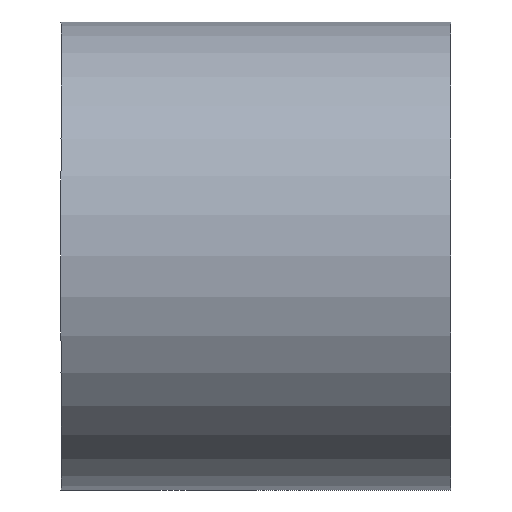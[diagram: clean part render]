
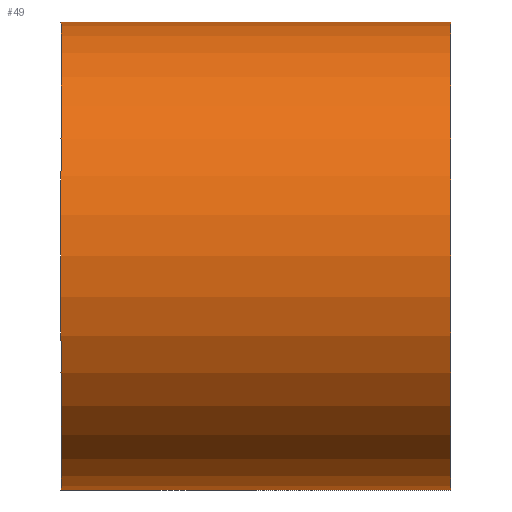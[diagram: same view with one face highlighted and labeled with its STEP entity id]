
A CAD part, left-side view. The second image highlights one B-rep face of the part: STEP entity #49.
In plain terms, the highlighted cylindrical face has radius 3 mm (diameter 6 mm), a partial arc.
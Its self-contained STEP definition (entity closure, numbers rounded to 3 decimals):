
#1 = CARTESIAN_POINT ( 'NONE',  ( 0., 0., 3. ) ) ;
#6 = LINE ( 'NONE', #224, #39 ) ;
#13 = DIRECTION ( 'NONE',  ( 0., 0., 1. ) ) ;
#14 = CARTESIAN_POINT ( 'NONE',  ( 0., 0., -3. ) ) ;
#21 = ORIENTED_EDGE ( 'NONE', *, *, #112, .F. ) ;
#25 = CYLINDRICAL_SURFACE ( 'NONE', #58, 3. ) ;
#30 = VERTEX_POINT ( 'NONE', #52 ) ;
#39 = VECTOR ( 'NONE', #114, 1000. ) ;
#41 = ORIENTED_EDGE ( 'NONE', *, *, #174, .T. ) ;
#49 = ADVANCED_FACE ( 'NONE', ( #177 ), #25, .T. ) ;
#50 = EDGE_CURVE ( 'NONE', #30, #125, #6, .T. ) ;
#52 = CARTESIAN_POINT ( 'NONE',  ( 0., 5., -3. ) ) ;
#54 = CARTESIAN_POINT ( 'NONE',  ( 0., 5., 0. ) ) ;
#58 = AXIS2_PLACEMENT_3D ( 'NONE', #71, #74, #92 ) ;
#60 = VERTEX_POINT ( 'NONE', #245 ) ;
#63 = CARTESIAN_POINT ( 'NONE',  ( 0., 0., 0. ) ) ;
#71 = CARTESIAN_POINT ( 'NONE',  ( 0., 5., 0. ) ) ;
#73 = ORIENTED_EDGE ( 'NONE', *, *, #50, .T. ) ;
#74 = DIRECTION ( 'NONE',  ( 0., -1., 0. ) ) ;
#78 = CIRCLE ( 'NONE', #127, 3. ) ;
#92 = DIRECTION ( 'NONE',  ( 0., 0., -1. ) ) ;
#94 = VECTOR ( 'NONE', #172, 1000. ) ;
#108 = DIRECTION ( 'NONE',  ( 0., 1., 0. ) ) ;
#111 = EDGE_LOOP ( 'NONE', ( #159, #21, #73, #41 ) ) ;
#112 = EDGE_CURVE ( 'NONE', #30, #60, #78, .T. ) ;
#114 = DIRECTION ( 'NONE',  ( 0., -1., 0. ) ) ;
#120 = CARTESIAN_POINT ( 'NONE',  ( 0., 5., 3. ) ) ;
#125 = VERTEX_POINT ( 'NONE', #14 ) ;
#127 = AXIS2_PLACEMENT_3D ( 'NONE', #54, #229, #13 ) ;
#150 = AXIS2_PLACEMENT_3D ( 'NONE', #63, #108, #222 ) ;
#158 = EDGE_CURVE ( 'NONE', #60, #160, #246, .T. ) ;
#159 = ORIENTED_EDGE ( 'NONE', *, *, #158, .F. ) ;
#160 = VERTEX_POINT ( 'NONE', #1 ) ;
#172 = DIRECTION ( 'NONE',  ( 0., -1., 0. ) ) ;
#174 = EDGE_CURVE ( 'NONE', #125, #160, #186, .T. ) ;
#177 = FACE_OUTER_BOUND ( 'NONE', #111, .T. ) ;
#186 = CIRCLE ( 'NONE', #150, 3. ) ;
#222 = DIRECTION ( 'NONE',  ( 0., 0., 1. ) ) ;
#224 = CARTESIAN_POINT ( 'NONE',  ( 0., 5., -3. ) ) ;
#229 = DIRECTION ( 'NONE',  ( 0., 1., 0. ) ) ;
#245 = CARTESIAN_POINT ( 'NONE',  ( 0., 5., 3. ) ) ;
#246 = LINE ( 'NONE', #120, #94 ) ;
